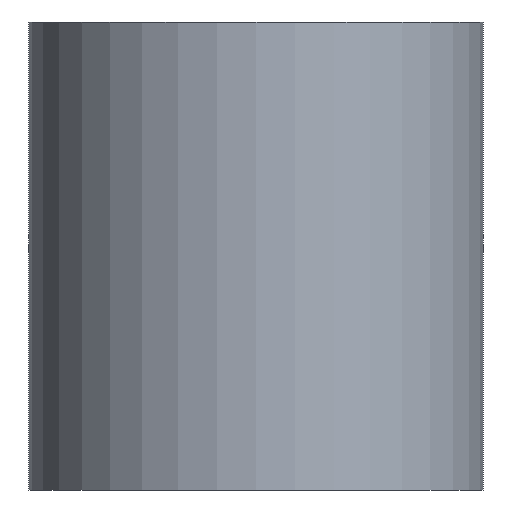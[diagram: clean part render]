
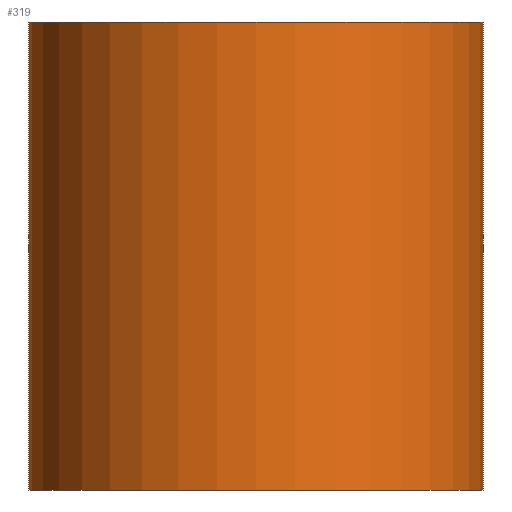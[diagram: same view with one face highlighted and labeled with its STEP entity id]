
A CAD part, front view. The second image highlights one B-rep face of the part: STEP entity #319.
In plain terms, the highlighted cylindrical face has radius 8.25 mm (diameter 16.5 mm), a partial arc.
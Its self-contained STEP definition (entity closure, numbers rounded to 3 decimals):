
#5 = AXIS2_PLACEMENT_3D ( 'NONE', #311, #10, #192 ) ;
#10 = DIRECTION ( 'NONE',  ( 0., 0., -1. ) ) ;
#11 = DIRECTION ( 'NONE',  ( 0., 0., 1. ) ) ;
#18 = EDGE_LOOP ( 'NONE', ( #140, #29, #181, #43 ) ) ;
#29 = ORIENTED_EDGE ( 'NONE', *, *, #197, .F. ) ;
#43 = ORIENTED_EDGE ( 'NONE', *, *, #240, .T. ) ;
#44 = CARTESIAN_POINT ( 'NONE',  ( -8.25, 0., 15. ) ) ;
#48 = VECTOR ( 'NONE', #216, 1000. ) ;
#49 = VERTEX_POINT ( 'NONE', #234 ) ;
#59 = CARTESIAN_POINT ( 'NONE',  ( 8.25, 0., 0. ) ) ;
#63 = VERTEX_POINT ( 'NONE', #59 ) ;
#66 = CARTESIAN_POINT ( 'NONE',  ( 8.25, 0., 15. ) ) ;
#69 = DIRECTION ( 'NONE',  ( 0., 0., -1. ) ) ;
#83 = CIRCLE ( 'NONE', #257, 8.25 ) ;
#86 = CARTESIAN_POINT ( 'NONE',  ( -8.25, 0., 0. ) ) ;
#93 = VERTEX_POINT ( 'NONE', #86 ) ;
#111 = AXIS2_PLACEMENT_3D ( 'NONE', #314, #11, #198 ) ;
#131 = LINE ( 'NONE', #44, #191 ) ;
#140 = ORIENTED_EDGE ( 'NONE', *, *, #167, .F. ) ;
#145 = CARTESIAN_POINT ( 'NONE',  ( 0., 0., 0. ) ) ;
#167 = EDGE_CURVE ( 'NONE', #49, #63, #325, .T. ) ;
#181 = ORIENTED_EDGE ( 'NONE', *, *, #245, .T. ) ;
#191 = VECTOR ( 'NONE', #69, 1000. ) ;
#192 = DIRECTION ( 'NONE',  ( -1., 0., 0. ) ) ;
#197 = EDGE_CURVE ( 'NONE', #213, #49, #295, .T. ) ;
#198 = DIRECTION ( 'NONE',  ( 1., 0., 0. ) ) ;
#203 = FACE_OUTER_BOUND ( 'NONE', #18, .T. ) ;
#213 = VERTEX_POINT ( 'NONE', #267 ) ;
#216 = DIRECTION ( 'NONE',  ( 0., 0., -1. ) ) ;
#222 = CYLINDRICAL_SURFACE ( 'NONE', #5, 8.25 ) ;
#234 = CARTESIAN_POINT ( 'NONE',  ( 8.25, 0., 17. ) ) ;
#240 = EDGE_CURVE ( 'NONE', #93, #63, #83, .T. ) ;
#245 = EDGE_CURVE ( 'NONE', #213, #93, #131, .T. ) ;
#257 = AXIS2_PLACEMENT_3D ( 'NONE', #145, #264, #293 ) ;
#264 = DIRECTION ( 'NONE',  ( 0., 0., 1. ) ) ;
#267 = CARTESIAN_POINT ( 'NONE',  ( -8.25, 0., 17. ) ) ;
#293 = DIRECTION ( 'NONE',  ( 1., 0., 0. ) ) ;
#295 = CIRCLE ( 'NONE', #111, 8.25 ) ;
#311 = CARTESIAN_POINT ( 'NONE',  ( 0., 0., 15. ) ) ;
#314 = CARTESIAN_POINT ( 'NONE',  ( 0., 0., 17. ) ) ;
#319 = ADVANCED_FACE ( 'NONE', ( #203 ), #222, .T. ) ;
#325 = LINE ( 'NONE', #66, #48 ) ;
